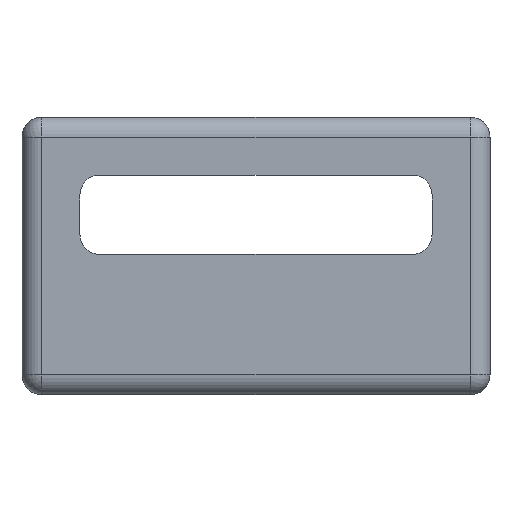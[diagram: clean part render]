
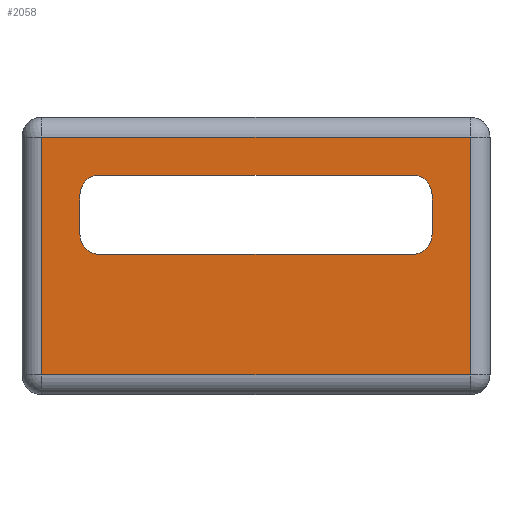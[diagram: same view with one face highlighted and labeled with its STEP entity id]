
A CAD part, front view. The second image highlights one B-rep face of the part: STEP entity #2058.
In plain terms, the highlighted planar face has unit normal (0, -1, 0).
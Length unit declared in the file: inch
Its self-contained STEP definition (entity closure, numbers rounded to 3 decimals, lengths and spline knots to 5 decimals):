
#57=FACE_BOUND('',#339,.T.);
#100=PLANE('',#2285);
#181=FACE_OUTER_BOUND('',#338,.T.);
#338=EDGE_LOOP('',(#1597,#1598,#1599,#1600));
#339=EDGE_LOOP('',(#1601,#1602,#1603,#1604,#1605,#1606,#1607,#1608));
#440=LINE('',#3108,#594);
#446=LINE('',#3123,#600);
#450=LINE('',#3135,#604);
#453=LINE('',#3144,#607);
#504=LINE('',#3400,#658);
#507=LINE('',#3411,#661);
#509=LINE('',#3425,#663);
#512=LINE('',#3430,#666);
#594=VECTOR('',#2434,0.3937);
#600=VECTOR('',#2448,0.3937);
#604=VECTOR('',#2460,0.3937);
#607=VECTOR('',#2471,0.3937);
#658=VECTOR('',#2662,0.3937);
#661=VECTOR('',#2677,0.3937);
#663=VECTOR('',#2695,0.3937);
#666=VECTOR('',#2702,0.3937);
#746=CIRCLE('',#2164,0.125);
#748=CIRCLE('',#2168,0.125);
#750=CIRCLE('',#2172,0.125);
#752=CIRCLE('',#2176,0.125);
#876=VERTEX_POINT('',#3098);
#877=VERTEX_POINT('',#3099);
#880=VERTEX_POINT('',#3107);
#882=VERTEX_POINT('',#3113);
#883=VERTEX_POINT('',#3114);
#886=VERTEX_POINT('',#3125);
#887=VERTEX_POINT('',#3126);
#890=VERTEX_POINT('',#3137);
#965=VERTEX_POINT('',#3380);
#969=VERTEX_POINT('',#3394);
#972=VERTEX_POINT('',#3407);
#975=VERTEX_POINT('',#3419);
#1062=EDGE_CURVE('',#876,#877,#746,.T.);
#1066=EDGE_CURVE('',#880,#877,#440,.T.);
#1069=EDGE_CURVE('',#882,#883,#748,.T.);
#1074=EDGE_CURVE('',#876,#883,#446,.T.);
#1075=EDGE_CURVE('',#886,#887,#750,.T.);
#1080=EDGE_CURVE('',#882,#887,#450,.T.);
#1081=EDGE_CURVE('',#880,#890,#752,.T.);
#1085=EDGE_CURVE('',#886,#890,#453,.T.);
#1189=EDGE_CURVE('',#969,#965,#504,.T.);
#1195=EDGE_CURVE('',#965,#972,#507,.T.);
#1202=EDGE_CURVE('',#975,#969,#509,.T.);
#1205=EDGE_CURVE('',#972,#975,#512,.T.);
#1597=ORIENTED_EDGE('',*,*,#1189,.F.);
#1598=ORIENTED_EDGE('',*,*,#1202,.F.);
#1599=ORIENTED_EDGE('',*,*,#1205,.F.);
#1600=ORIENTED_EDGE('',*,*,#1195,.F.);
#1601=ORIENTED_EDGE('',*,*,#1074,.T.);
#1602=ORIENTED_EDGE('',*,*,#1069,.F.);
#1603=ORIENTED_EDGE('',*,*,#1080,.T.);
#1604=ORIENTED_EDGE('',*,*,#1075,.F.);
#1605=ORIENTED_EDGE('',*,*,#1085,.T.);
#1606=ORIENTED_EDGE('',*,*,#1081,.F.);
#1607=ORIENTED_EDGE('',*,*,#1066,.T.);
#1608=ORIENTED_EDGE('',*,*,#1062,.F.);
#2058=ADVANCED_FACE('',(#181,#57),#100,.T.);
#2164=AXIS2_PLACEMENT_3D('',#3100,#2426,#2427);
#2168=AXIS2_PLACEMENT_3D('',#3115,#2439,#2440);
#2172=AXIS2_PLACEMENT_3D('',#3127,#2451,#2452);
#2176=AXIS2_PLACEMENT_3D('',#3138,#2463,#2464);
#2285=AXIS2_PLACEMENT_3D('',#3473,#2748,#2749);
#2426=DIRECTION('center_axis',(0.,-1.,0.));
#2427=DIRECTION('ref_axis',(0.707,0.,0.707));
#2434=DIRECTION('',(1.,0.,0.));
#2439=DIRECTION('center_axis',(0.,-1.,0.));
#2440=DIRECTION('ref_axis',(0.707,0.,-0.707));
#2448=DIRECTION('',(0.,0.,-1.));
#2451=DIRECTION('center_axis',(0.,-1.,0.));
#2452=DIRECTION('ref_axis',(-0.707,0.,-0.707));
#2460=DIRECTION('',(-1.,0.,0.));
#2463=DIRECTION('center_axis',(0.,-1.,0.));
#2464=DIRECTION('ref_axis',(-0.707,0.,0.707));
#2471=DIRECTION('',(0.,0.,1.));
#2662=DIRECTION('',(-1.,0.,0.));
#2677=DIRECTION('',(0.,0.,1.));
#2695=DIRECTION('',(0.,0.,-1.));
#2702=DIRECTION('',(1.,0.,0.));
#2748=DIRECTION('center_axis',(0.,-1.,0.));
#2749=DIRECTION('ref_axis',(1.,0.,0.));
#3098=CARTESIAN_POINT('',(1.11,-2.75,1.26));
#3099=CARTESIAN_POINT('',(0.985,-2.75,1.385));
#3100=CARTESIAN_POINT('Origin',(0.985,-2.75,1.26));
#3107=CARTESIAN_POINT('',(-0.985,-2.75,1.385));
#3108=CARTESIAN_POINT('',(-1.2925,-2.75,1.385));
#3113=CARTESIAN_POINT('',(0.985,-2.75,0.885));
#3114=CARTESIAN_POINT('',(1.11,-2.75,1.01));
#3115=CARTESIAN_POINT('Origin',(0.985,-2.75,1.01));
#3123=CARTESIAN_POINT('',(1.11,-2.75,0.6925));
#3125=CARTESIAN_POINT('',(-1.11,-2.75,1.01));
#3126=CARTESIAN_POINT('',(-0.985,-2.75,0.885));
#3127=CARTESIAN_POINT('Origin',(-0.985,-2.75,1.01));
#3135=CARTESIAN_POINT('',(-0.1825,-2.75,0.885));
#3137=CARTESIAN_POINT('',(-1.11,-2.75,1.26));
#3138=CARTESIAN_POINT('Origin',(-0.985,-2.75,1.26));
#3144=CARTESIAN_POINT('',(-1.11,-2.75,0.4425));
#3380=CARTESIAN_POINT('',(-1.35,-2.75,0.125));
#3394=CARTESIAN_POINT('',(1.35,-2.75,0.125));
#3400=CARTESIAN_POINT('',(-0.7375,-2.75,0.125));
#3407=CARTESIAN_POINT('',(-1.35,-2.75,1.625));
#3411=CARTESIAN_POINT('',(-1.35,-2.75,0.));
#3419=CARTESIAN_POINT('',(1.35,-2.75,1.625));
#3425=CARTESIAN_POINT('',(1.35,-2.75,0.));
#3430=CARTESIAN_POINT('',(-0.7375,-2.75,1.625));
#3473=CARTESIAN_POINT('Origin',(-1.475,-2.75,0.));
